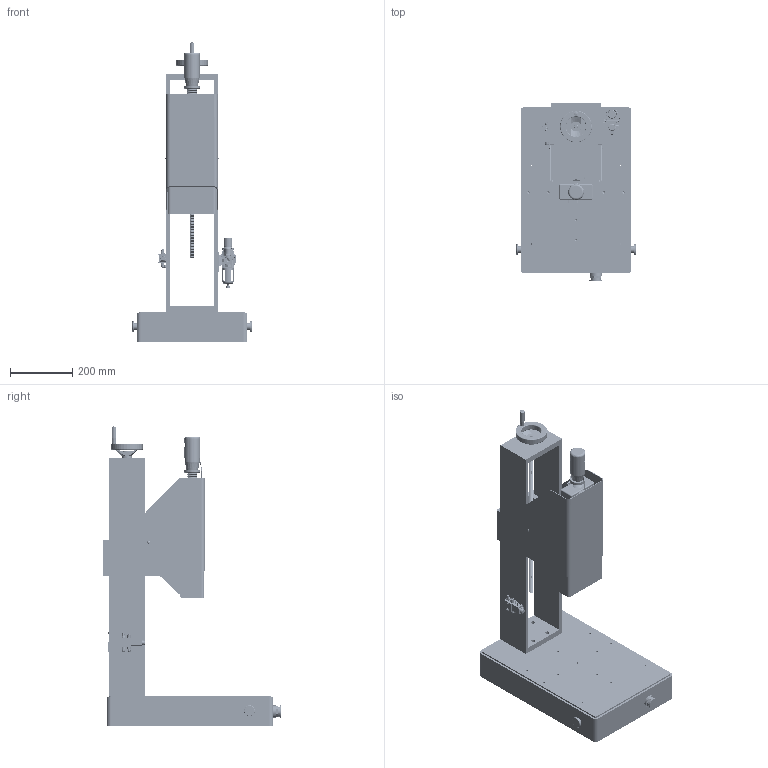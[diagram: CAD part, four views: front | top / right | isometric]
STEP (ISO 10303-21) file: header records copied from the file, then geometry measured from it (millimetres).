
FILE_DESCRIPTION(('', 'CAx-IF Rec.Pracs.---Representation and Presentation of Product Manufacturing Information (PMI)---4.0---2014-10-13'),'2;1');
FILE_NAME('AP5 - EMAIL.STP', '2024-08-01T14:38:14',(''), (''), 'Kubotek Kosmos Version 5.3.13691.13691', 'KeyCreator Pro', '');
FILE_SCHEMA(('AP242_MANAGED_MODEL_BASED_3D_ENGINEERING_MIM_LF { 1 0 10303 442 4 1 4 }'));
Length unit declared in the file: inch
Bounding box: 382.02 x 569.89 x 958.72 mm (x, y, z)
Volume: 26421650.3 mm3; surface area: 2354527.4 mm2
Topology: 40 solids, 100 shells, 3717 faces, 8546 edges, 5179 vertices
Faces by surface type: cone 1506, plane 1306, cylinder 726, torus 116, bspline 35, sphere 28
Full cylindrical faces by diameter (mm): 2 x1, 2.261 x2, 2.362 x8, 2.388 x2, 2.438 x1, 2.8 x1, 2.845 x2, 3 x8, 3.05 x1, 3.175 x4, 3.454 x4, 3.81 x2, 4 x2, 4.039 x5, 4.23 x1, 4.6 x1, 4.648 x2, 4.75 x4, 4.762 x1, 5 x2, 5.105 x12, 5.2 x1, 5.207 x4, 5.5 x3, 6.35 x2, 6.375 x4, 6.731 x8, 6.756 x28, 6.817 x5, 7.925 x5
Entity records: 120084 total; most frequent: CARTESIAN_POINT 23354, DIRECTION 18617, ORIENTED_EDGE 16796, GENERAL_PROPERTY 10435, EDGE_CURVE 8506, AXIS2_PLACEMENT_3D 6992, VERTEX_POINT 5179, VECTOR 4633
